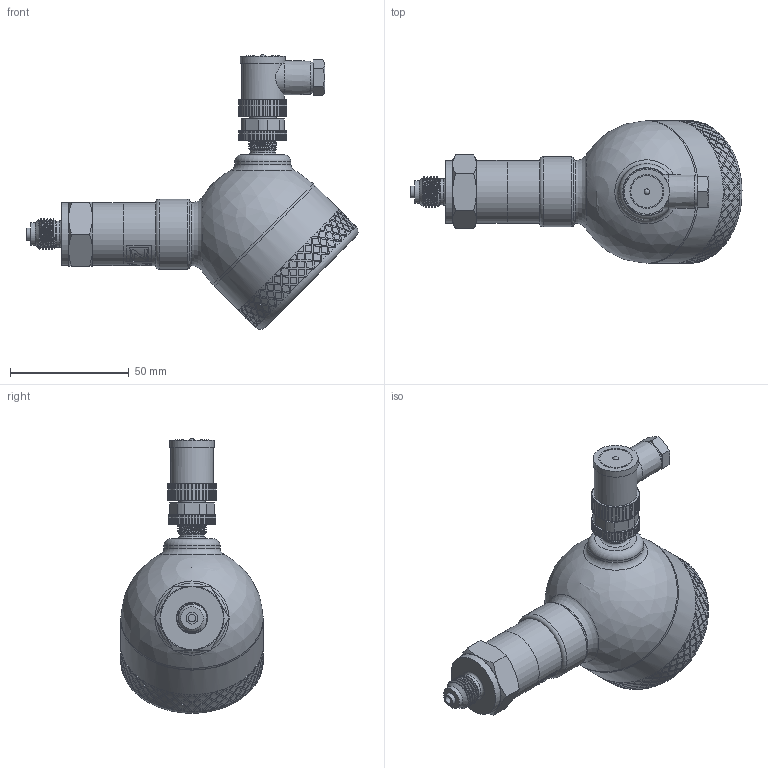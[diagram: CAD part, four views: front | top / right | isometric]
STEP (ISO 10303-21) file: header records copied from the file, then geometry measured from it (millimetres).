
FILE_DESCRIPTION(/* description */ (''),/* implementation_level */ '2;1');
FILE_NAME(/* name */ 'APZ3420FH_9_M12x1-angular.step',/* time_stamp */ '2021-06-30T14:33:23+03:00',/* author */ (''),/* organization */ (''),/* preprocessor_version */ 'ST-DEVELOPER v18.1',/* originating_system */ 'Autodesk Translation Framework v10.9.0.1377',/* authorisation */ '');
FILE_SCHEMA (('AUTOMOTIVE_DESIGN { 1 0 10303 214 3 1 1 }'));
Length unit declared in the file: millimetre
Products named in the file (7): Полевой корпус 
3420 3421 3230 заполненный; G 1\4 EN; FieldHousing Assembly v16; main body; Крышка без 
дисплея; Адаптер М12х1; M12x1 female angular v10
Assembly tree (6 placements, depth 3):
  Полевой корпус 
3420 3421 3230 заполненный
    G 1\4 EN
    FieldHousing Assembly v16
      main body
      Крышка без 
дисплея
      Адаптер М12х1
      M12x1 female angular v10
Bounding box: 139.91 x 60.1 x 115.68 mm (x, y, z)
Volume: 174895.3 mm3; surface area: 46611.7 mm2
Topology: 6 solids, 6 shells, 1588 faces, 3990 edges, 2622 vertices
Faces by surface type: bspline 882, cylinder 488, plane 168, cone 26, torus 20, sphere 4
Full cylindrical faces by diameter (mm): 1 x4, 3.3 x1, 5 x1, 7 x1, 8 x1, 9.3 x1, 9.471 x2, 9.5 x1, 10.5 x2, 10.741 x7, 11 x1, 11.035 x4, 11.156 x1, 11.445 x4, 11.884 x6, 12.152 x4, 13 x1, 18 x1, 19 x1, 19.7 x1, 21.6 x1, 22.4 x1, 23.6 x1, 24.5 x2, 26.5 x2, 29.5 x1, 55 x9, 56.5 x1, 57.2 x1, 60 x2
Entity records: 69059 total; most frequent: CARTESIAN_POINT 37828, ORIENTED_EDGE 7978, EDGE_CURVE 3989, DIRECTION 3597, VERTEX_POINT 2622, B_SPLINE_CURVE_WITH_KNOTS 2563, EDGE_LOOP 1801, FACE_OUTER_BOUND 1588
